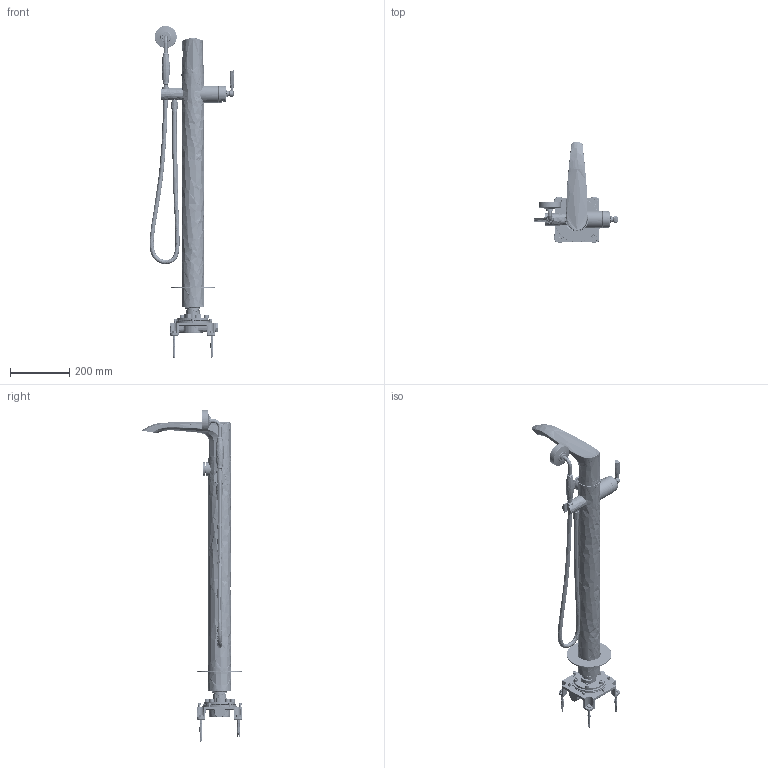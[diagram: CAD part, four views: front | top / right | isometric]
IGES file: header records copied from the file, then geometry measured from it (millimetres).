
Global section: file name: T10K36-LB; native system: Autodesk Inventor 2020; preprocessor: unknown; author: mgibbs; date: 20200521.130538; units: millimetre
Bounding box: 285.75 x 338.31 x 1117.62 mm (x, y, z)
Volume: 2797560.4 mm3; surface area: 1376113.5 mm2
Topology: 137 solids, 142 shells, 5454 faces, 13278 edges, 8429 vertices
Faces by surface type: bspline 5446, offset 8
